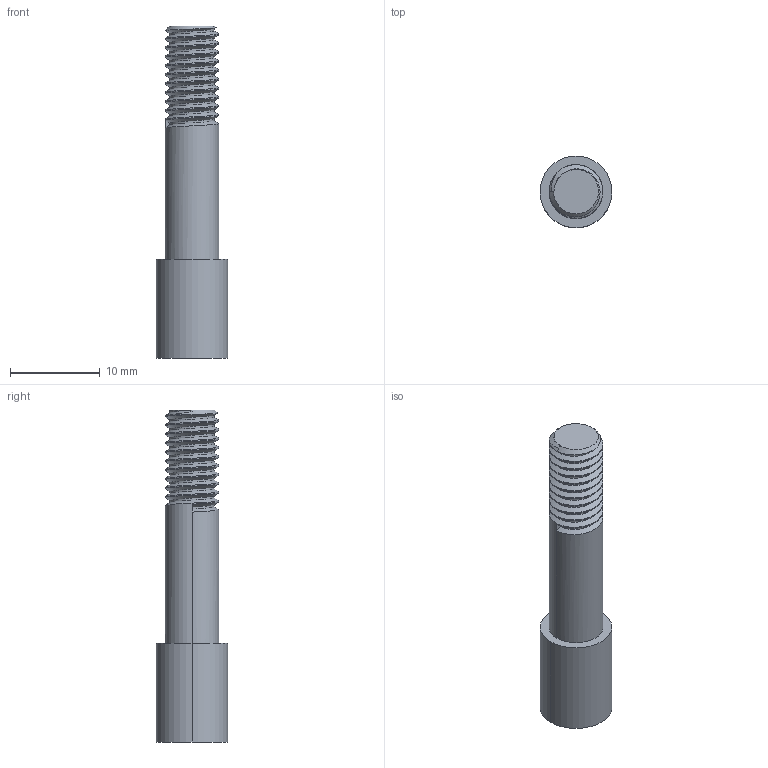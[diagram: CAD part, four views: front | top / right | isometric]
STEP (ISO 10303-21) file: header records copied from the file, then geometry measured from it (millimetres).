
FILE_DESCRIPTION (( 'STEP AP214' ), '1' );
FILE_NAME ('verrou4.STEP', '2021-04-17T18:07:14', ( '' ), ( '' ), 'SwSTEP 2.0', 'SolidWorks 2020', '' );
FILE_SCHEMA (( 'AUTOMOTIVE_DESIGN' ));
Length unit declared in the file: millimetre
Products named in the file (1): verrou4
Bounding box: 8 x 8 x 37 mm (x, y, z)
Volume: 1229.6 mm3; surface area: 954.2 mm2
Topology: 1 solids, 1 shells, 35 faces, 92 edges, 60 vertices
Faces by surface type: cylinder 24, plane 5, cone 3, bspline 3
Entity records: 2755 total; most frequent: CARTESIAN_POINT 2000, ORIENTED_EDGE 184, DIRECTION 118, EDGE_CURVE 92, VERTEX_POINT 60, AXIS2_PLACEMENT_3D 42, EDGE_LOOP 36, FACE_OUTER_BOUND 35
